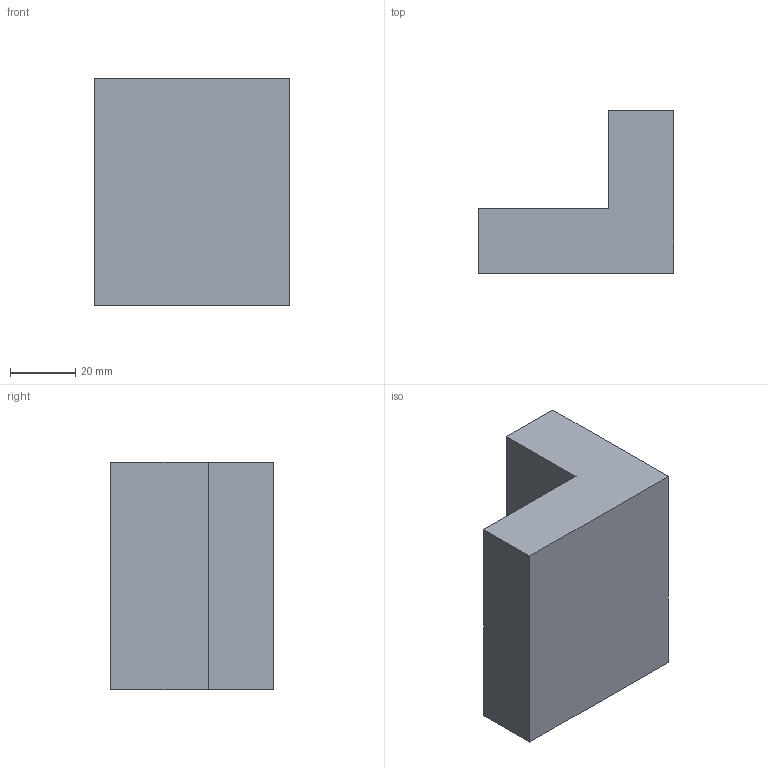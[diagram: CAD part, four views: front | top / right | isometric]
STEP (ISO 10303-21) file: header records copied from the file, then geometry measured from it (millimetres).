
FILE_DESCRIPTION(('FreeCAD Model'),'2;1');
FILE_NAME('02.step','2020-06-21T12:33:27',('Author'),(''), 'Open CASCADE STEP processor 7.4','FreeCAD','Unknown');
FILE_SCHEMA(('AUTOMOTIVE_DESIGN { 1 0 10303 214 1 1 1 1 }'));
Length unit declared in the file: millimetre
Products named in the file (1): F1-1
Bounding box: 60 x 50 x 70 mm (x, y, z)
Volume: 126000 mm3; surface area: 19000 mm2
Topology: 1 solids, 1 shells, 8 faces, 18 edges, 12 vertices
Faces by surface type: plane 8
Entity records: 478 total; most frequent: CARTESIAN_POINT 75, DIRECTION 72, LINE 54, VECTOR 54, ORIENTED_EDGE 36, PCURVE 36, DEFINITIONAL_REPRESENTATION 36, EDGE_CURVE 18
